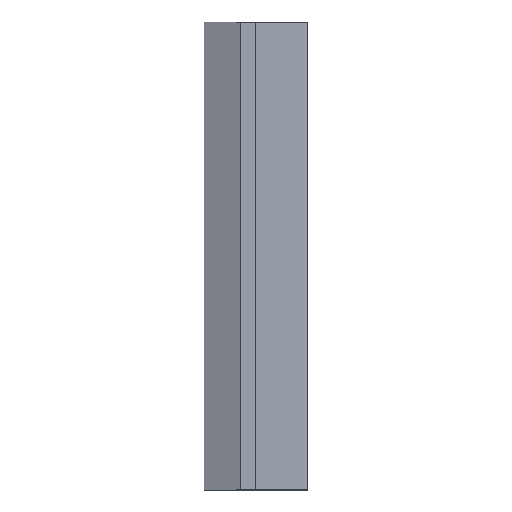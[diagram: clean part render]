
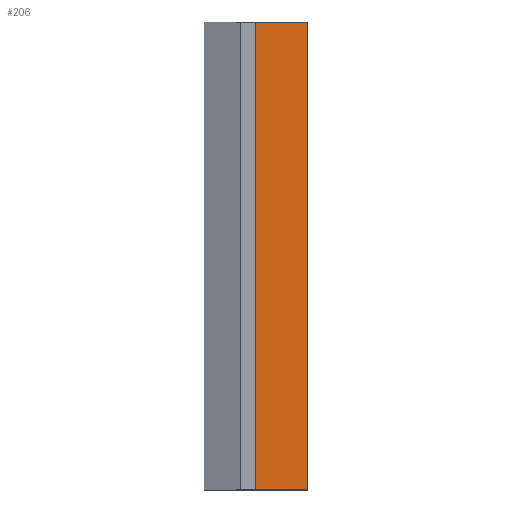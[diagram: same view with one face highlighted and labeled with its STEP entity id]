
A CAD part, top view. The second image highlights one B-rep face of the part: STEP entity #206.
In plain terms, the highlighted planar face has unit normal (0, 0, 1).
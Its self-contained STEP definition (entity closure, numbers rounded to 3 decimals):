
#21=FACE_OUTER_BOUND('',#33,.T.);
#33=EDGE_LOOP('',(#151,#152,#153,#154));
#48=LINE('',#311,#73);
#52=LINE('',#319,#77);
#55=LINE('',#325,#80);
#56=LINE('',#326,#81);
#73=VECTOR('',#252,10.);
#77=VECTOR('',#258,10.);
#80=VECTOR('',#263,10.);
#81=VECTOR('',#264,10.);
#98=VERTEX_POINT('',#308);
#99=VERTEX_POINT('',#310);
#102=VERTEX_POINT('',#318);
#104=VERTEX_POINT('',#324);
#116=EDGE_CURVE('',#99,#98,#48,.T.);
#120=EDGE_CURVE('',#99,#102,#52,.T.);
#123=EDGE_CURVE('',#98,#104,#55,.T.);
#124=EDGE_CURVE('',#102,#104,#56,.T.);
#151=ORIENTED_EDGE('',*,*,#116,.T.);
#152=ORIENTED_EDGE('',*,*,#123,.T.);
#153=ORIENTED_EDGE('',*,*,#124,.F.);
#154=ORIENTED_EDGE('',*,*,#120,.F.);
#195=PLANE('',#232);
#206=ADVANCED_FACE('',(#21),#195,.T.);
#232=AXIS2_PLACEMENT_3D('',#323,#261,#262);
#252=DIRECTION('',(1.,0.,0.));
#258=DIRECTION('',(0.,1.,0.));
#261=DIRECTION('center_axis',(0.,0.,1.));
#262=DIRECTION('ref_axis',(1.,0.,0.));
#263=DIRECTION('',(0.,1.,0.));
#264=DIRECTION('',(1.,0.,0.));
#308=CARTESIAN_POINT('',(10.,20.,1.));
#310=CARTESIAN_POINT('',(-15.,20.,1.));
#311=CARTESIAN_POINT('',(-12.5,20.,1.));
#318=CARTESIAN_POINT('',(-15.,200.,1.));
#319=CARTESIAN_POINT('',(-15.,0.,1.));
#323=CARTESIAN_POINT('Origin',(-15.,0.,1.));
#324=CARTESIAN_POINT('',(10.,200.,1.));
#325=CARTESIAN_POINT('',(10.,0.,1.));
#326=CARTESIAN_POINT('',(10.,200.,1.));
